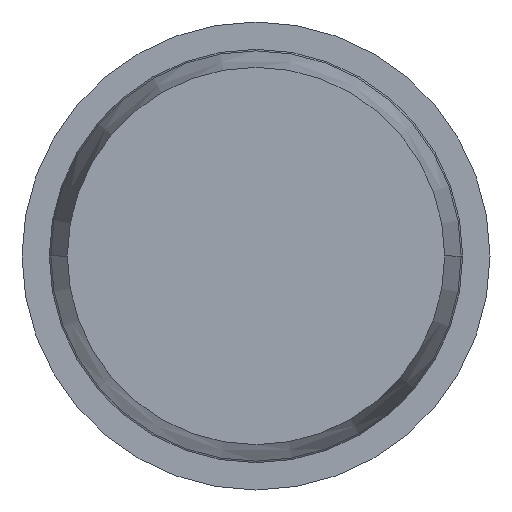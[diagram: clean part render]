
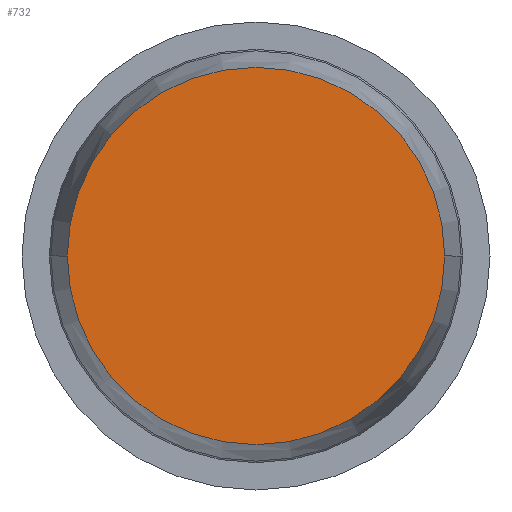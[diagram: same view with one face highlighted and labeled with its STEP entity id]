
A CAD part, front view. The second image highlights one B-rep face of the part: STEP entity #732.
In plain terms, the highlighted planar face has unit normal (0, -1, 0).
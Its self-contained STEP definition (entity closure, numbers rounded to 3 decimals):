
#475 = DIRECTION ( 'NONE',  ( 0., -1., 0. ) ) ;
#570 = EDGE_CURVE ( 'Defeature ausgef�hrt1_0+Defeature ausgef�hrt1_10+Defeature ausgef�hrt1_10+Defeature ausgef�hrt1_10', #2181, #1708, #1507, .T. ) ;
#635 = DIRECTION ( 'NONE',  ( 0., -1., 0. ) ) ;
#732 = ADVANCED_FACE ( 'Defeature ausgef�hrt1_0', ( #2267 ), #1879, .T. ) ;
#989 = AXIS2_PLACEMENT_3D ( 'NONE', #2732, #2176, #3333 ) ;
#1086 = AXIS2_PLACEMENT_3D ( 'NONE', #2730, #475, #3332 ) ;
#1398 = CARTESIAN_POINT ( 'NONE',  ( -1.209, -19., 0. ) ) ;
#1507 = CIRCLE ( 'NONE', #2025, 1.209 ) ;
#1597 = ORIENTED_EDGE ( 'NONE', *, *, #570, .T. ) ;
#1708 = VERTEX_POINT ( 'NONE', #1398 ) ;
#1846 = EDGE_LOOP ( 'NONE', ( #2573, #1597 ) ) ;
#1879 = PLANE ( 'NONE',  #1086 ) ;
#1950 = CARTESIAN_POINT ( 'NONE',  ( 1.209, -19., 0. ) ) ;
#2025 = AXIS2_PLACEMENT_3D ( 'NONE', #2309, #635, #3206 ) ;
#2176 = DIRECTION ( 'NONE',  ( 0., -1., 0. ) ) ;
#2181 = VERTEX_POINT ( 'NONE', #1950 ) ;
#2267 = FACE_OUTER_BOUND ( 'NONE', #1846, .T. ) ;
#2309 = CARTESIAN_POINT ( 'NONE',  ( 0., -19., 0. ) ) ;
#2573 = ORIENTED_EDGE ( 'NONE', *, *, #2902, .T. ) ;
#2730 = CARTESIAN_POINT ( 'NONE',  ( 0., -19., 0. ) ) ;
#2732 = CARTESIAN_POINT ( 'NONE',  ( 0., -19., 0. ) ) ;
#2902 = EDGE_CURVE ( 'Defeature ausgef�hrt1_0+Defeature ausgef�hrt1_10+Defeature ausgef�hrt1_10+Defeature ausgef�hrt1_10', #1708, #2181, #3662, .T. ) ;
#3206 = DIRECTION ( 'NONE',  ( 1., 0., 0. ) ) ;
#3332 = DIRECTION ( 'NONE',  ( 1., 0., 0. ) ) ;
#3333 = DIRECTION ( 'NONE',  ( 1., 0., 0. ) ) ;
#3662 = CIRCLE ( 'NONE', #989, 1.209 ) ;
